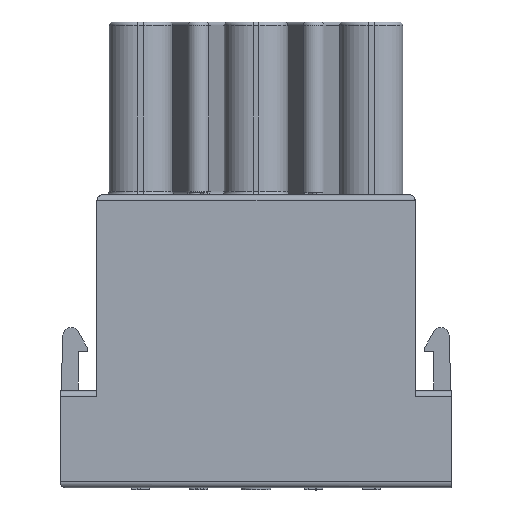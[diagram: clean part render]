
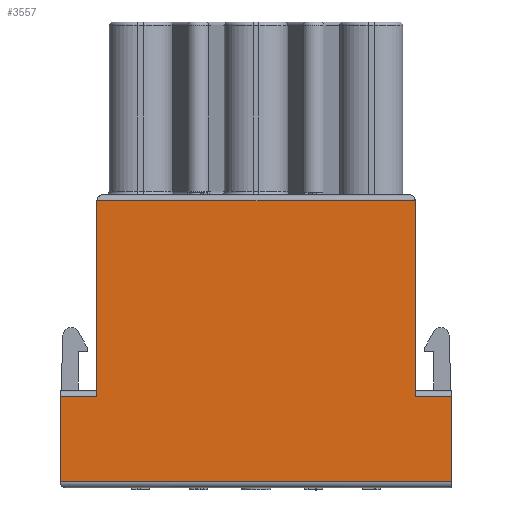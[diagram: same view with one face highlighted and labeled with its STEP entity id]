
A CAD part, left-side view. The second image highlights one B-rep face of the part: STEP entity #3557.
In plain terms, the highlighted planar face has unit normal (-1, 0, 0).
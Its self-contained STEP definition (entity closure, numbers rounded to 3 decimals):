
#2978=PLANE('',#11016);
#3557=ADVANCED_FACE('',(#4025),#2978,.F.);
#4025=FACE_OUTER_BOUND('',#4437,.T.);
#4437=EDGE_LOOP('',(#7426,#7427,#7428,#7429,#7430,#7431,#7432,#7433));
#5190=LINE('',#15040,#5868);
#5191=LINE('',#15044,#5869);
#5192=LINE('',#15048,#5870);
#5193=LINE('',#15049,#5871);
#5194=LINE('',#15051,#5872);
#5195=LINE('',#15053,#5873);
#5196=LINE('',#15054,#5874);
#5197=LINE('',#15056,#5875);
#5868=VECTOR('',#12530,1.);
#5869=VECTOR('',#12535,1.);
#5870=VECTOR('',#12540,1.);
#5871=VECTOR('',#12541,1.);
#5872=VECTOR('',#12542,1.);
#5873=VECTOR('',#12543,1.);
#5874=VECTOR('',#12544,1.);
#5875=VECTOR('',#12545,1.);
#7426=ORIENTED_EDGE('',*,*,#9990,.T.);
#7427=ORIENTED_EDGE('',*,*,#9994,.T.);
#7428=ORIENTED_EDGE('',*,*,#9995,.F.);
#7429=ORIENTED_EDGE('',*,*,#9996,.T.);
#7430=ORIENTED_EDGE('',*,*,#9997,.T.);
#7431=ORIENTED_EDGE('',*,*,#9998,.T.);
#7432=ORIENTED_EDGE('',*,*,#9999,.F.);
#7433=ORIENTED_EDGE('',*,*,#9992,.F.);
#8487=VERTEX_POINT('',#13425);
#8491=VERTEX_POINT('',#13434);
#8865=VERTEX_POINT('',#15039);
#8866=VERTEX_POINT('',#15041);
#8867=VERTEX_POINT('',#15045);
#8868=VERTEX_POINT('',#15050);
#8869=VERTEX_POINT('',#15052);
#8870=VERTEX_POINT('',#15055);
#9990=EDGE_CURVE('',#8866,#8865,#5190,.T.);
#9992=EDGE_CURVE('',#8866,#8867,#5191,.T.);
#9994=EDGE_CURVE('',#8865,#8487,#5192,.T.);
#9995=EDGE_CURVE('',#8868,#8487,#5193,.T.);
#9996=EDGE_CURVE('',#8868,#8869,#5194,.T.);
#9997=EDGE_CURVE('',#8869,#8491,#5195,.T.);
#9998=EDGE_CURVE('',#8491,#8870,#5196,.T.);
#9999=EDGE_CURVE('',#8867,#8870,#5197,.T.);
#11016=AXIS2_PLACEMENT_3D('',#15057,#12546,#12547);
#12530=DIRECTION('',(0.,0.,1.));
#12535=DIRECTION('',(0.,-1.,0.));
#12540=DIRECTION('',(0.,1.,0.));
#12541=DIRECTION('',(0.,0.,1.));
#12542=DIRECTION('',(0.,1.,0.));
#12543=DIRECTION('',(0.,0.,-1.));
#12544=DIRECTION('',(0.,-1.,0.));
#12545=DIRECTION('',(0.,0.,-1.));
#12546=DIRECTION('',(1.,0.,0.));
#12547=DIRECTION('',(0.,-1.,0.));
#13425=CARTESIAN_POINT('',(-5.7,13.8,25.1));
#13434=CARTESIAN_POINT('',(-5.7,17.,0.7));
#15039=CARTESIAN_POINT('',(-5.7,-13.8,25.1));
#15040=CARTESIAN_POINT('',(-5.7,-13.8,8.1));
#15041=CARTESIAN_POINT('',(-5.7,-13.8,8.1));
#15044=CARTESIAN_POINT('',(-5.7,-13.8,8.1));
#15045=CARTESIAN_POINT('',(-5.7,-17.,8.1));
#15048=CARTESIAN_POINT('',(-5.7,13.8,25.1));
#15049=CARTESIAN_POINT('',(-5.7,13.8,8.1));
#15050=CARTESIAN_POINT('',(-5.7,13.8,8.1));
#15051=CARTESIAN_POINT('',(-5.7,13.8,8.1));
#15052=CARTESIAN_POINT('',(-5.7,17.,8.1));
#15053=CARTESIAN_POINT('',(-5.7,17.,8.1));
#15054=CARTESIAN_POINT('',(-5.7,-17.,0.7));
#15055=CARTESIAN_POINT('',(-5.7,-17.,0.7));
#15056=CARTESIAN_POINT('',(-5.7,-17.,8.1));
#15057=CARTESIAN_POINT('',(-5.7,1.271,26.6));
